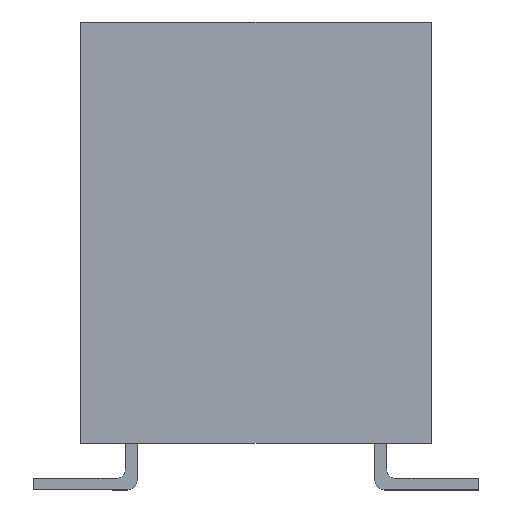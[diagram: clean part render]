
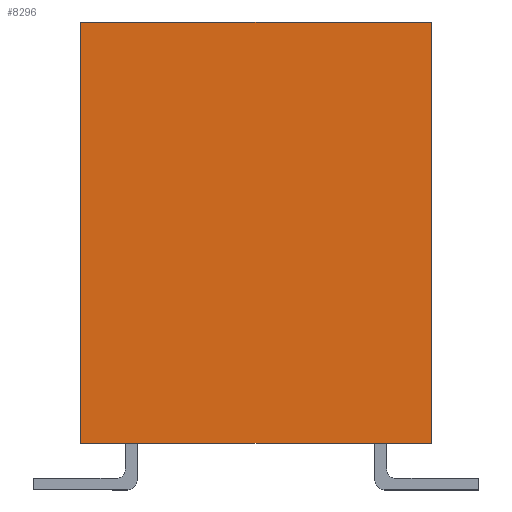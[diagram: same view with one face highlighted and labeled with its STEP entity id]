
A CAD part, front view. The second image highlights one B-rep face of the part: STEP entity #8296.
In plain terms, the highlighted planar face has unit normal (0, -1, 0).
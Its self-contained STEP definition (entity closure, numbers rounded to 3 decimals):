
#8229 = EDGE_CURVE('',#8230,#8232,#8234,.T.);
#8230 = VERTEX_POINT('',#8231);
#8231 = CARTESIAN_POINT('',(-3.75,-7.5,10.));
#8232 = VERTEX_POINT('',#8233);
#8233 = CARTESIAN_POINT('',(-3.75,-7.5,1.));
#8234 = LINE('',#8235,#8236);
#8235 = CARTESIAN_POINT('',(-3.75,-7.5,10.));
#8236 = VECTOR('',#8237,1.);
#8237 = DIRECTION('',(0.,0.,-1.));
#8269 = EDGE_CURVE('',#8270,#8232,#8272,.T.);
#8270 = VERTEX_POINT('',#8271);
#8271 = CARTESIAN_POINT('',(3.75,-7.5,1.));
#8272 = LINE('',#8273,#8274);
#8273 = CARTESIAN_POINT('',(-3.75,-7.5,1.));
#8274 = VECTOR('',#8275,1.);
#8275 = DIRECTION('',(-1.,0.,0.));
#8296 = ADVANCED_FACE('',(#8297),#8315,.F.);
#8297 = FACE_BOUND('',#8298,.T.);
#8298 = EDGE_LOOP('',(#8299,#8307,#8313,#8314));
#8299 = ORIENTED_EDGE('',*,*,#8300,.F.);
#8300 = EDGE_CURVE('',#8301,#8270,#8303,.T.);
#8301 = VERTEX_POINT('',#8302);
#8302 = CARTESIAN_POINT('',(3.75,-7.5,10.));
#8303 = LINE('',#8304,#8305);
#8304 = CARTESIAN_POINT('',(3.75,-7.5,10.));
#8305 = VECTOR('',#8306,1.);
#8306 = DIRECTION('',(0.,0.,-1.));
#8307 = ORIENTED_EDGE('',*,*,#8308,.F.);
#8308 = EDGE_CURVE('',#8230,#8301,#8309,.T.);
#8309 = LINE('',#8310,#8311);
#8310 = CARTESIAN_POINT('',(-3.75,-7.5,10.));
#8311 = VECTOR('',#8312,1.);
#8312 = DIRECTION('',(1.,0.,0.));
#8313 = ORIENTED_EDGE('',*,*,#8229,.T.);
#8314 = ORIENTED_EDGE('',*,*,#8269,.F.);
#8315 = PLANE('',#8316);
#8316 = AXIS2_PLACEMENT_3D('',#8317,#8318,#8319);
#8317 = CARTESIAN_POINT('',(-3.75,-7.5,10.));
#8318 = DIRECTION('',(0.,1.,0.));
#8319 = DIRECTION('',(-1.,0.,0.));
